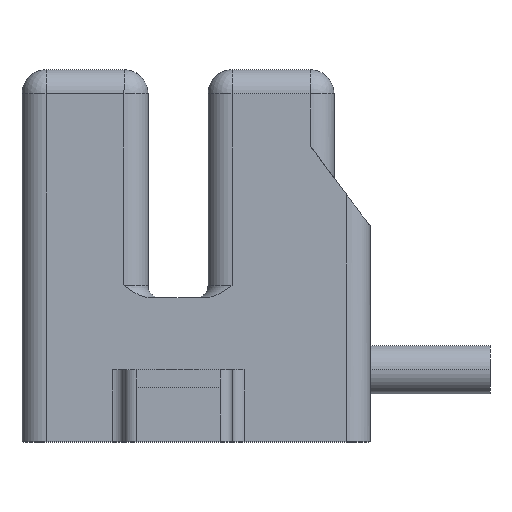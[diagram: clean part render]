
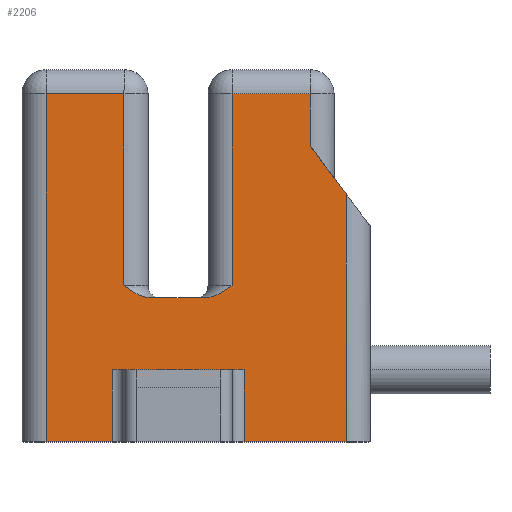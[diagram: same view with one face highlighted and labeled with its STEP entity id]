
A CAD part, top view. The second image highlights one B-rep face of the part: STEP entity #2206.
In plain terms, the highlighted planar face has unit normal (0, 0, 1).
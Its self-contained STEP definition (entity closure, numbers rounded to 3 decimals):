
#647=DIRECTION('',(-1.,0.,0.));
#648=VECTOR('',#647,4.528);
#649=CARTESIAN_POINT('',(2.264,12.,15.));
#650=LINE('',#649,#648);
#662=CARTESIAN_POINT('',(-2.264,12.,15.));
#663=CARTESIAN_POINT('',(-2.392,12.,15.));
#664=CARTESIAN_POINT('',(-2.657,12.027,15.));
#665=CARTESIAN_POINT('',(-3.088,12.153,15.));
#666=CARTESIAN_POINT('',(-3.537,12.363,15.));
#667=CARTESIAN_POINT('',(-4.005,12.651,15.));
#668=CARTESIAN_POINT('',(-4.33,12.88,15.));
#669=CARTESIAN_POINT('',(-4.5,13.,15.));
#690=DIRECTION('',(0.,1.,0.));
#691=VECTOR('',#690,20.667);
#692=CARTESIAN_POINT('',(14.,0.,15.));
#693=LINE('',#692,#691);
#697=DIRECTION('',(-1.,0.,0.));
#698=VECTOR('',#697,8.5);
#699=CARTESIAN_POINT('',(14.,0.,15.));
#700=LINE('',#699,#698);
#704=DIRECTION('',(0.,1.,0.));
#705=VECTOR('',#704,6.);
#706=CARTESIAN_POINT('',(5.5,0.,15.));
#707=LINE('',#706,#705);
#711=DIRECTION('',(0.,-1.,0.));
#712=VECTOR('',#711,6.);
#713=CARTESIAN_POINT('',(-5.5,6.,15.));
#714=LINE('',#713,#712);
#718=DIRECTION('',(1.,0.,0.));
#719=VECTOR('',#718,5.5);
#720=CARTESIAN_POINT('',(-11.,0.,15.));
#721=LINE('',#720,#719);
#725=DIRECTION('',(0.,-1.,0.));
#726=VECTOR('',#725,29.);
#727=CARTESIAN_POINT('',(-11.,29.,15.));
#728=LINE('',#727,#726);
#732=DIRECTION('',(1.,0.,0.));
#733=VECTOR('',#732,6.5);
#734=CARTESIAN_POINT('',(-11.,29.,15.));
#735=LINE('',#734,#733);
#739=DIRECTION('',(0.,1.,0.));
#740=VECTOR('',#739,16.);
#741=CARTESIAN_POINT('',(-4.5,13.,15.));
#742=LINE('',#741,#740);
#746=DIRECTION('',(0.,-1.,0.));
#747=VECTOR('',#746,16.);
#748=CARTESIAN_POINT('',(4.5,29.,15.));
#749=LINE('',#748,#747);
#753=DIRECTION('',(-1.,0.,0.));
#754=VECTOR('',#753,6.5);
#755=CARTESIAN_POINT('',(11.,29.,15.));
#756=LINE('',#755,#754);
#760=DIRECTION('',(0.,1.,0.));
#761=VECTOR('',#760,4.333);
#762=CARTESIAN_POINT('',(11.,24.667,15.));
#763=LINE('',#762,#761);
#787=CARTESIAN_POINT('',(14.,20.667,15.));
#800=DIRECTION('',(-0.6,0.8,0.));
#801=VECTOR('',#800,5.);
#802=CARTESIAN_POINT('',(14.,20.667,15.));
#803=LINE('',#802,#801);
#934=CARTESIAN_POINT('',(4.5,13.,15.));
#935=CARTESIAN_POINT('',(4.392,12.923,15.));
#936=CARTESIAN_POINT('',(4.187,12.779,15.));
#937=CARTESIAN_POINT('',(3.92,12.6,15.));
#938=CARTESIAN_POINT('',(3.669,12.446,15.));
#939=CARTESIAN_POINT('',(3.419,12.309,15.));
#940=CARTESIAN_POINT('',(3.148,12.185,15.));
#941=CARTESIAN_POINT('',(2.862,12.084,15.));
#942=CARTESIAN_POINT('',(2.562,12.016,15.));
#943=CARTESIAN_POINT('',(2.363,12.,15.));
#944=CARTESIAN_POINT('',(2.264,12.,15.));
#1279=DIRECTION('',(1.,0.,0.));
#1280=VECTOR('',#1279,11.);
#1281=CARTESIAN_POINT('',(-5.5,6.,15.));
#1282=LINE('',#1281,#1280);
#1467=CARTESIAN_POINT('',(-11.,0.,15.));
#1469=VERTEX_POINT('',#1467);
#1485=CARTESIAN_POINT('',(-11.,29.,15.));
#1486=VERTEX_POINT('',#1485);
#1489=CARTESIAN_POINT('',(-4.5,29.,15.));
#1490=VERTEX_POINT('',#1489);
#1495=CARTESIAN_POINT('',(4.5,29.,15.));
#1497=VERTEX_POINT('',#1495);
#1512=CARTESIAN_POINT('',(-4.5,13.,15.));
#1514=VERTEX_POINT('',#1512);
#1516=CARTESIAN_POINT('',(-2.264,12.,15.));
#1518=VERTEX_POINT('',#1516);
#1539=CARTESIAN_POINT('',(2.264,12.,15.));
#1540=VERTEX_POINT('',#1539);
#1541=CARTESIAN_POINT('',(4.5,13.,15.));
#1542=VERTEX_POINT('',#1541);
#1547=CARTESIAN_POINT('',(-5.5,6.,15.));
#1548=CARTESIAN_POINT('',(-5.5,0.,15.));
#1549=VERTEX_POINT('',#1547);
#1550=VERTEX_POINT('',#1548);
#1571=CARTESIAN_POINT('',(5.5,0.,15.));
#1572=CARTESIAN_POINT('',(5.5,6.,15.));
#1573=VERTEX_POINT('',#1571);
#1574=VERTEX_POINT('',#1572);
#1637=CARTESIAN_POINT('',(11.,29.,15.));
#1638=VERTEX_POINT('',#1637);
#1639=CARTESIAN_POINT('',(11.,24.667,15.));
#1640=VERTEX_POINT('',#1639);
#1650=VERTEX_POINT('',#787);
#1654=CARTESIAN_POINT('',(14.,0.,15.));
#1655=VERTEX_POINT('',#1654);
#2172=CARTESIAN_POINT('',(0.,0.,15.));
#2173=DIRECTION('',(0.,0.,1.));
#2174=DIRECTION('',(1.,0.,0.));
#2175=AXIS2_PLACEMENT_3D('',#2172,#2173,#2174);
#2176=PLANE('',#2175);
#2178=ORIENTED_EDGE('',*,*,#2177,.F.);
#2179=ORIENTED_EDGE('',*,*,#1791,.T.);
#2181=ORIENTED_EDGE('',*,*,#2180,.T.);
#2183=ORIENTED_EDGE('',*,*,#2182,.F.);
#2185=ORIENTED_EDGE('',*,*,#2184,.T.);
#2186=ORIENTED_EDGE('',*,*,#1771,.F.);
#2188=ORIENTED_EDGE('',*,*,#2187,.F.);
#2190=ORIENTED_EDGE('',*,*,#2189,.T.);
#2191=ORIENTED_EDGE('',*,*,#2163,.F.);
#2192=ORIENTED_EDGE('',*,*,#2152,.F.);
#2193=ORIENTED_EDGE('',*,*,#2137,.F.);
#2195=ORIENTED_EDGE('',*,*,#2194,.F.);
#2197=ORIENTED_EDGE('',*,*,#2196,.F.);
#2199=ORIENTED_EDGE('',*,*,#2198,.F.);
#2201=ORIENTED_EDGE('',*,*,#2200,.F.);
#2203=ORIENTED_EDGE('',*,*,#2202,.F.);
#2204=EDGE_LOOP('',(#2178,#2179,#2181,#2183,#2185,#2186,#2188,#2190,#2191,#2192,
#2193,#2195,#2197,#2199,#2201,#2203));
#2205=FACE_OUTER_BOUND('',#2204,.F.);
#2206=ADVANCED_FACE('',(#2205),#2176,.T.);
#670=B_SPLINE_CURVE_WITH_KNOTS('',3,(#662,#663,#664,#665,#666,#667,#668,#669),
.UNSPECIFIED.,.F.,.F.,(4,1,1,1,1,4),(0.,0.2,0.4,0.6,0.8,1.),
.UNSPECIFIED.);
#945=B_SPLINE_CURVE_WITH_KNOTS('',3,(#934,#935,#936,#937,#938,#939,#940,#941,
#942,#943,#944),.UNSPECIFIED.,.F.,.F.,(4,1,1,1,1,1,1,1,4),(0.,0.125,0.25,
0.375,0.5,0.625,0.75,0.875,1.),.UNSPECIFIED.);
#1771=EDGE_CURVE('',#1469,#1550,#721,.T.);
#1791=EDGE_CURVE('',#1655,#1573,#700,.T.);
#2137=EDGE_CURVE('',#1540,#1518,#650,.T.);
#2152=EDGE_CURVE('',#1518,#1514,#670,.T.);
#2163=EDGE_CURVE('',#1514,#1490,#742,.T.);
#2177=EDGE_CURVE('',#1655,#1650,#693,.T.);
#2180=EDGE_CURVE('',#1573,#1574,#707,.T.);
#2182=EDGE_CURVE('',#1549,#1574,#1282,.T.);
#2184=EDGE_CURVE('',#1549,#1550,#714,.T.);
#2187=EDGE_CURVE('',#1486,#1469,#728,.T.);
#2189=EDGE_CURVE('',#1486,#1490,#735,.T.);
#2194=EDGE_CURVE('',#1542,#1540,#945,.T.);
#2196=EDGE_CURVE('',#1497,#1542,#749,.T.);
#2198=EDGE_CURVE('',#1638,#1497,#756,.T.);
#2200=EDGE_CURVE('',#1640,#1638,#763,.T.);
#2202=EDGE_CURVE('',#1650,#1640,#803,.T.);
